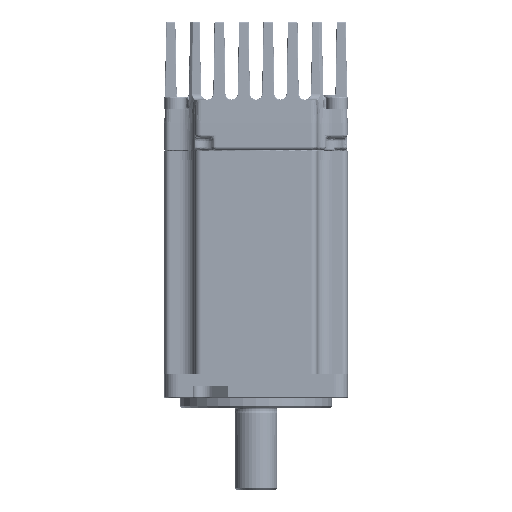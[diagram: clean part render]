
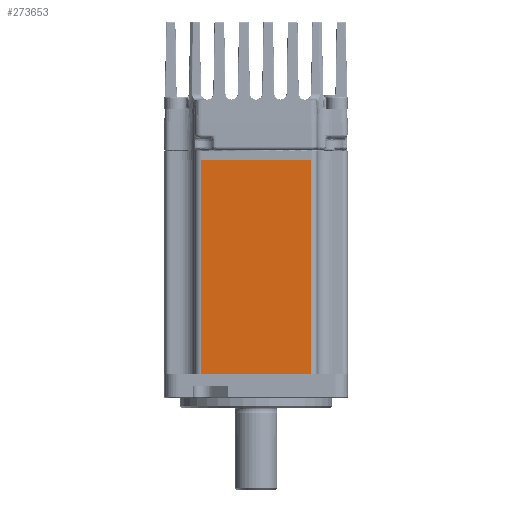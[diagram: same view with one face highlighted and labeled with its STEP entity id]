
A CAD part, left-side view. The second image highlights one B-rep face of the part: STEP entity #273653.
In plain terms, the highlighted planar face has unit normal (-1, 0, 0).
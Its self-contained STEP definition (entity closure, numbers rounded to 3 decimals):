
#29498 = CARTESIAN_POINT ( 'NONE',  ( -77.989, 130.869, 37.148 ) ) ;
#37529 = VECTOR ( 'NONE', #223634, 1000. ) ;
#45373 = VERTEX_POINT ( 'NONE', #153545 ) ;
#63163 = ORIENTED_EDGE ( 'NONE', *, *, #232175, .F. ) ;
#66832 = CARTESIAN_POINT ( 'NONE',  ( -77.989, 124.12, 37.148 ) ) ;
#76859 = CARTESIAN_POINT ( 'NONE',  ( -77.989, 130.869, 107.148 ) ) ;
#86699 = EDGE_CURVE ( 'NONE', #45373, #200717, #212742, .T. ) ;
#88867 = VERTEX_POINT ( 'NONE', #76859 ) ;
#107678 = CARTESIAN_POINT ( 'NONE',  ( -77.989, 168.869, 107.148 ) ) ;
#125496 = PLANE ( 'NONE',  #273735 ) ;
#126812 = DIRECTION ( 'NONE',  ( 0., -1., 0. ) ) ;
#130502 = DIRECTION ( 'NONE',  ( 0., 1., 0. ) ) ;
#132365 = EDGE_CURVE ( 'NONE', #88867, #200717, #137737, .T. ) ;
#133486 = CARTESIAN_POINT ( 'NONE',  ( -77.989, 130.869, 107.148 ) ) ;
#135299 = CARTESIAN_POINT ( 'NONE',  ( -77.989, 166.869, 107.148 ) ) ;
#137737 = LINE ( 'NONE', #133486, #197425 ) ;
#139327 = FACE_OUTER_BOUND ( 'NONE', #265835, .T. ) ;
#153545 = CARTESIAN_POINT ( 'NONE',  ( -77.989, 166.869, 37.148 ) ) ;
#163120 = ORIENTED_EDGE ( 'NONE', *, *, #132365, .F. ) ;
#180192 = VECTOR ( 'NONE', #126812, 1000. ) ;
#193773 = CARTESIAN_POINT ( 'NONE',  ( -77.989, 124.12, 107.148 ) ) ;
#195056 = CARTESIAN_POINT ( 'NONE',  ( -77.989, 166.869, 107.148 ) ) ;
#197425 = VECTOR ( 'NONE', #268325, 1000. ) ;
#200717 = VERTEX_POINT ( 'NONE', #29498 ) ;
#212742 = LINE ( 'NONE', #66832, #272867 ) ;
#223634 = DIRECTION ( 'NONE',  ( 0., 0., 1. ) ) ;
#232175 = EDGE_CURVE ( 'NONE', #45373, #251936, #277640, .T. ) ;
#239657 = EDGE_CURVE ( 'NONE', #251936, #88867, #240133, .T. ) ;
#240133 = LINE ( 'NONE', #193773, #180192 ) ;
#244598 = DIRECTION ( 'NONE',  ( 0., -1., 0. ) ) ;
#251936 = VERTEX_POINT ( 'NONE', #195056 ) ;
#265436 = DIRECTION ( 'NONE',  ( 1., 0., 0. ) ) ;
#265835 = EDGE_LOOP ( 'NONE', ( #63163, #271019, #163120, #269527 ) ) ;
#268325 = DIRECTION ( 'NONE',  ( 0., 0., -1. ) ) ;
#269527 = ORIENTED_EDGE ( 'NONE', *, *, #239657, .F. ) ;
#271019 = ORIENTED_EDGE ( 'NONE', *, *, #86699, .T. ) ;
#272867 = VECTOR ( 'NONE', #244598, 1000. ) ;
#273653 = ADVANCED_FACE ( 'NONE', ( #139327 ), #125496, .F. ) ;
#273735 = AXIS2_PLACEMENT_3D ( 'NONE', #107678, #265436, #130502 ) ;
#277640 = LINE ( 'NONE', #135299, #37529 ) ;
